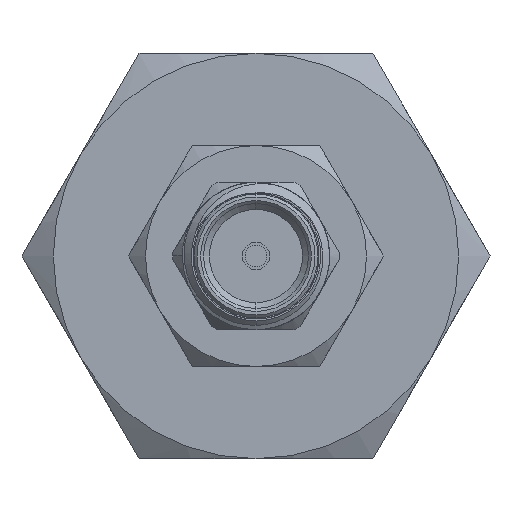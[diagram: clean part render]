
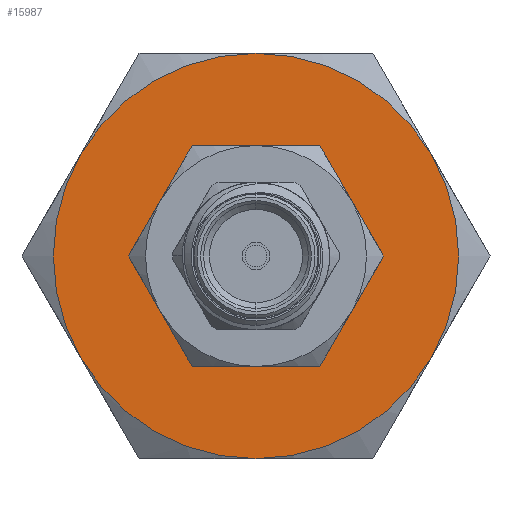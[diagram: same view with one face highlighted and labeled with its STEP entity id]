
A CAD part, left-side view. The second image highlights one B-rep face of the part: STEP entity #15987.
In plain terms, the highlighted face is planar.
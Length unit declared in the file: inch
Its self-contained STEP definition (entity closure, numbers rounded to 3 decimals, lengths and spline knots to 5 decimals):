
#118 = VECTOR ( 'NONE', #5107, 39.37008 ) ;
#180 = ORIENTED_EDGE ( 'NONE', *, *, #3252, .F. ) ;
#202 = ORIENTED_EDGE ( 'NONE', *, *, #10534, .F. ) ;
#538 = DIRECTION ( 'NONE',  ( 0., 0., -1. ) ) ;
#558 = CARTESIAN_POINT ( 'NONE',  ( 0.8, 0.10825, 0.1875 ) ) ;
#1435 = CIRCLE ( 'NONE', #1844, 0.344 ) ;
#1844 = AXIS2_PLACEMENT_3D ( 'NONE', #21193, #12667, #12849 ) ;
#2970 = CARTESIAN_POINT ( 'NONE',  ( 0.8, 0.10825, 0.1875 ) ) ;
#3144 = CARTESIAN_POINT ( 'NONE',  ( 0.8, -0.10825, -0.1875 ) ) ;
#3252 = EDGE_CURVE ( 'NONE', #18720, #10595, #22482, .T. ) ;
#3306 = AXIS2_PLACEMENT_3D ( 'NONE', #14765, #12571, #17022 ) ;
#4088 = CARTESIAN_POINT ( 'NONE',  ( 0.8, -0.10825, -0.1875 ) ) ;
#4382 = CARTESIAN_POINT ( 'NONE',  ( 0.8, -0.10825, 0.1875 ) ) ;
#4421 = CARTESIAN_POINT ( 'NONE',  ( 0.8, 0.29791, -0.172 ) ) ;
#4573 = DIRECTION ( 'NONE',  ( 1., 0., 0. ) ) ;
#4676 = DIRECTION ( 'NONE',  ( 0., 0., -1. ) ) ;
#4781 = CIRCLE ( 'NONE', #26446, 0.344 ) ;
#4857 = FACE_OUTER_BOUND ( 'NONE', #22947, .T. ) ;
#4889 = EDGE_CURVE ( 'NONE', #8353, #18720, #24365, .T. ) ;
#4921 = EDGE_CURVE ( 'NONE', #12394, #13024, #12549, .T. ) ;
#5107 = DIRECTION ( 'NONE',  ( 0., 0.5, -0.866 ) ) ;
#5140 = CARTESIAN_POINT ( 'NONE',  ( 0.8, -0.29791, 0.172 ) ) ;
#5151 = DIRECTION ( 'NONE',  ( 0., -1., 0. ) ) ;
#5671 = CARTESIAN_POINT ( 'NONE',  ( 0.8, 0.21651, 0. ) ) ;
#5878 = LINE ( 'NONE', #17701, #118 ) ;
#5879 = DIRECTION ( 'NONE',  ( 0., -0.5, -0.866 ) ) ;
#6109 = CARTESIAN_POINT ( 'NONE',  ( 0.8, 0., 0.344 ) ) ;
#6343 = CARTESIAN_POINT ( 'NONE',  ( 0.8, 0., -0.344 ) ) ;
#6722 = CARTESIAN_POINT ( 'NONE',  ( 0.8, 0., 0. ) ) ;
#7580 = ORIENTED_EDGE ( 'NONE', *, *, #22548, .F. ) ;
#8353 = VERTEX_POINT ( 'NONE', #18666 ) ;
#8383 = VERTEX_POINT ( 'NONE', #4088 ) ;
#8478 = DIRECTION ( 'NONE',  ( 1., 0., 0. ) ) ;
#8716 = EDGE_LOOP ( 'NONE', ( #180, #18053, #7580, #202, #22862, #19046 ) ) ;
#8892 = CIRCLE ( 'NONE', #12052, 0.344 ) ;
#9294 = CIRCLE ( 'NONE', #19629, 0.344 ) ;
#10028 = VERTEX_POINT ( 'NONE', #27057 ) ;
#10149 = CARTESIAN_POINT ( 'NONE',  ( 0.8, -0.29791, -0.172 ) ) ;
#10210 = DIRECTION ( 'NONE',  ( 0., 0.5, 0.866 ) ) ;
#10394 = ORIENTED_EDGE ( 'NONE', *, *, #19970, .T. ) ;
#10399 = PLANE ( 'NONE',  #3306 ) ;
#10508 = CARTESIAN_POINT ( 'NONE',  ( 0.8, -0.21651, 0. ) ) ;
#10534 = EDGE_CURVE ( 'NONE', #23062, #8383, #5878, .T. ) ;
#10595 = VERTEX_POINT ( 'NONE', #558 ) ;
#10881 = ORIENTED_EDGE ( 'NONE', *, *, #25198, .T. ) ;
#11107 = VECTOR ( 'NONE', #5151, 39.37008 ) ;
#11232 = CARTESIAN_POINT ( 'NONE',  ( 0.8, 0., 0. ) ) ;
#11781 = CARTESIAN_POINT ( 'NONE',  ( 0.8, 0.21651, 0. ) ) ;
#11996 = EDGE_CURVE ( 'NONE', #10028, #23062, #13657, .T. ) ;
#12002 = CARTESIAN_POINT ( 'NONE',  ( 0.8, 0.10825, -0.1875 ) ) ;
#12052 = AXIS2_PLACEMENT_3D ( 'NONE', #12912, #8478, #25837 ) ;
#12394 = VERTEX_POINT ( 'NONE', #5140 ) ;
#12549 = CIRCLE ( 'NONE', #13973, 0.344 ) ;
#12571 = DIRECTION ( 'NONE',  ( -1., 0., 0. ) ) ;
#12667 = DIRECTION ( 'NONE',  ( 1., 0., 0. ) ) ;
#12849 = DIRECTION ( 'NONE',  ( 0., 0., -1. ) ) ;
#12912 = CARTESIAN_POINT ( 'NONE',  ( 0.8, 0., 0. ) ) ;
#13024 = VERTEX_POINT ( 'NONE', #10149 ) ;
#13333 = CARTESIAN_POINT ( 'NONE',  ( 0.8, 0., 0. ) ) ;
#13530 = DIRECTION ( 'NONE',  ( 1., 0., 0. ) ) ;
#13657 = LINE ( 'NONE', #4382, #17712 ) ;
#13685 = VERTEX_POINT ( 'NONE', #6109 ) ;
#13717 = ORIENTED_EDGE ( 'NONE', *, *, #4921, .T. ) ;
#13973 = AXIS2_PLACEMENT_3D ( 'NONE', #23757, #4573, #4676 ) ;
#14135 = ORIENTED_EDGE ( 'NONE', *, *, #26369, .T. ) ;
#14765 = CARTESIAN_POINT ( 'NONE',  ( 0.8, 0., 0. ) ) ;
#15134 = ORIENTED_EDGE ( 'NONE', *, *, #15878, .T. ) ;
#15184 = DIRECTION ( 'NONE',  ( 0., 0., -1. ) ) ;
#15416 = CIRCLE ( 'NONE', #25566, 0.344 ) ;
#15845 = DIRECTION ( 'NONE',  ( 0., 1., 0. ) ) ;
#15878 = EDGE_CURVE ( 'NONE', #18216, #13685, #1435, .T. ) ;
#15987 = ADVANCED_FACE ( 'NONE', ( #21674, #4857 ), #10399, .F. ) ;
#16339 = CARTESIAN_POINT ( 'NONE',  ( 0.8, 0.29791, 0.172 ) ) ;
#17022 = DIRECTION ( 'NONE',  ( 0., 0., 1. ) ) ;
#17701 = CARTESIAN_POINT ( 'NONE',  ( 0.8, -0.21651, 0. ) ) ;
#17712 = VECTOR ( 'NONE', #5879, 39.37008 ) ;
#18053 = ORIENTED_EDGE ( 'NONE', *, *, #4889, .F. ) ;
#18216 = VERTEX_POINT ( 'NONE', #16339 ) ;
#18540 = EDGE_CURVE ( 'NONE', #10595, #10028, #22636, .T. ) ;
#18666 = CARTESIAN_POINT ( 'NONE',  ( 0.8, 0.10825, -0.1875 ) ) ;
#18720 = VERTEX_POINT ( 'NONE', #11781 ) ;
#19046 = ORIENTED_EDGE ( 'NONE', *, *, #18540, .F. ) ;
#19629 = AXIS2_PLACEMENT_3D ( 'NONE', #11232, #26363, #538 ) ;
#19733 = VERTEX_POINT ( 'NONE', #6343 ) ;
#19970 = EDGE_CURVE ( 'NONE', #20469, #18216, #4781, .T. ) ;
#20469 = VERTEX_POINT ( 'NONE', #4421 ) ;
#20538 = LINE ( 'NONE', #3144, #22562 ) ;
#21193 = CARTESIAN_POINT ( 'NONE',  ( 0.8, 0., 0. ) ) ;
#21617 = DIRECTION ( 'NONE',  ( 1., 0., 0. ) ) ;
#21674 = FACE_BOUND ( 'NONE', #8716, .T. ) ;
#21806 = VECTOR ( 'NONE', #25431, 39.37008 ) ;
#21895 = ORIENTED_EDGE ( 'NONE', *, *, #23820, .T. ) ;
#22104 = DIRECTION ( 'NONE',  ( 0., 0., -1. ) ) ;
#22482 = LINE ( 'NONE', #5671, #21806 ) ;
#22548 = EDGE_CURVE ( 'NONE', #8383, #8353, #20538, .T. ) ;
#22562 = VECTOR ( 'NONE', #15845, 39.37008 ) ;
#22636 = LINE ( 'NONE', #2970, #11107 ) ;
#22862 = ORIENTED_EDGE ( 'NONE', *, *, #11996, .F. ) ;
#22947 = EDGE_LOOP ( 'NONE', ( #15134, #10881, #13717, #14135, #21895, #10394 ) ) ;
#22990 = VECTOR ( 'NONE', #10210, 39.37008 ) ;
#23062 = VERTEX_POINT ( 'NONE', #10508 ) ;
#23757 = CARTESIAN_POINT ( 'NONE',  ( 0.8, 0., 0. ) ) ;
#23820 = EDGE_CURVE ( 'NONE', #19733, #20469, #15416, .T. ) ;
#24365 = LINE ( 'NONE', #12002, #22990 ) ;
#25198 = EDGE_CURVE ( 'NONE', #13685, #12394, #9294, .T. ) ;
#25431 = DIRECTION ( 'NONE',  ( 0., -0.5, 0.866 ) ) ;
#25566 = AXIS2_PLACEMENT_3D ( 'NONE', #13333, #13530, #22104 ) ;
#25837 = DIRECTION ( 'NONE',  ( 0., 0., -1. ) ) ;
#26363 = DIRECTION ( 'NONE',  ( 1., 0., 0. ) ) ;
#26369 = EDGE_CURVE ( 'NONE', #13024, #19733, #8892, .T. ) ;
#26446 = AXIS2_PLACEMENT_3D ( 'NONE', #6722, #21617, #15184 ) ;
#27057 = CARTESIAN_POINT ( 'NONE',  ( 0.8, -0.10825, 0.1875 ) ) ;
